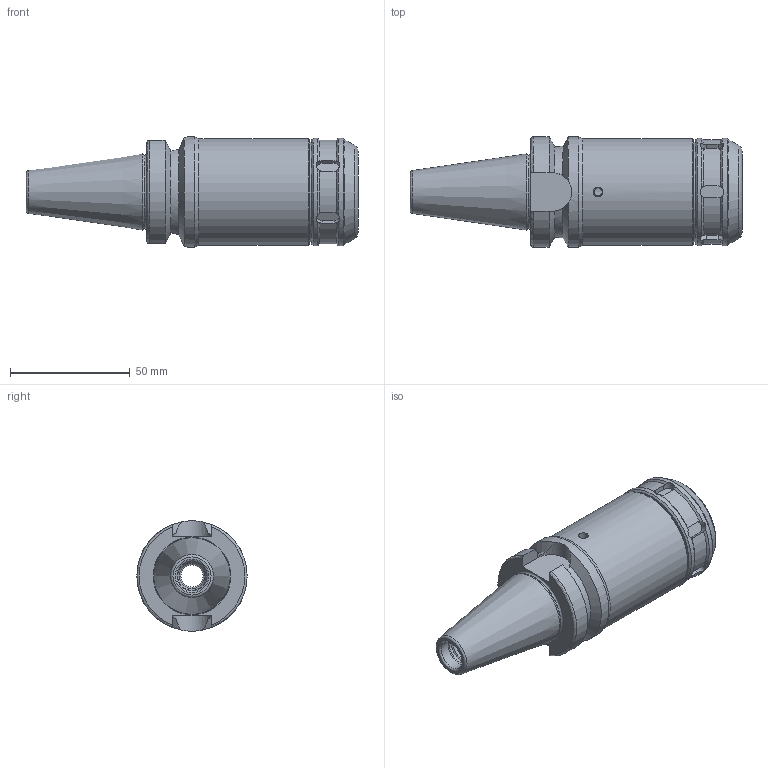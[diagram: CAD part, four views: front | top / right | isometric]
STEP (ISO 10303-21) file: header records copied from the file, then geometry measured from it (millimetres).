
FILE_DESCRIPTION((''),'2;1');
FILE_NAME('071000116090-3D.stp','2020-06-26T17:07:40',('nttooll'),(''),'Autodesk Inventor 2012','Autodesk Inventor 2012','');
FILE_SCHEMA(('AUTOMOTIVE_DESIGN { 1 0 10303 214 1 1 1 1 }'));
Length unit declared in the file: millimetre
Products named in the file (1): 071000116090-3D
Bounding box: 138.4 x 46 x 46 mm (x, y, z)
Volume: 136013.7 mm3; surface area: 25626.6 mm2
Topology: 1 solids, 1 shells, 108 faces, 279 edges, 178 vertices
Faces by surface type: cylinder 40, plane 31, cone 30, torus 7
Full cylindrical faces by diameter (mm): 3.4 x1, 4 x1, 9.2 x1, 10 x1, 10.5 x1, 12 x1, 12.5 x1, 12.9 x1, 16 x1, 16.5 x1, 30.8 x1, 41.4 x1, 44.5 x1, 45 x2, 46 x1
Entity records: 3498 total; most frequent: CARTESIAN_POINT 1097, ORIENTED_EDGE 478, DIRECTION 462, EDGE_CURVE 239, AXIS2_PLACEMENT_3D 198, VERTEX_POINT 173, EDGE_LOOP 152, FACE_OUTER_BOUND 108
